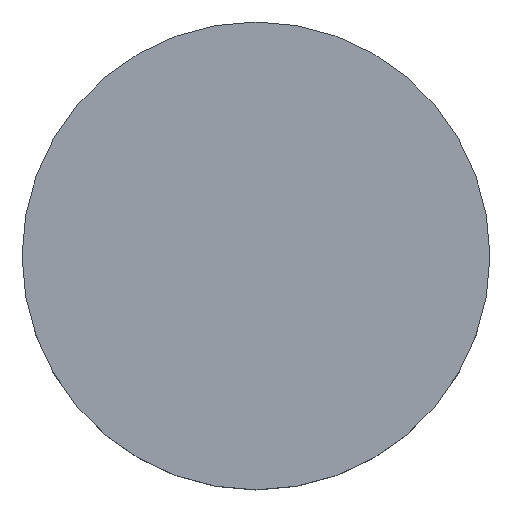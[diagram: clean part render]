
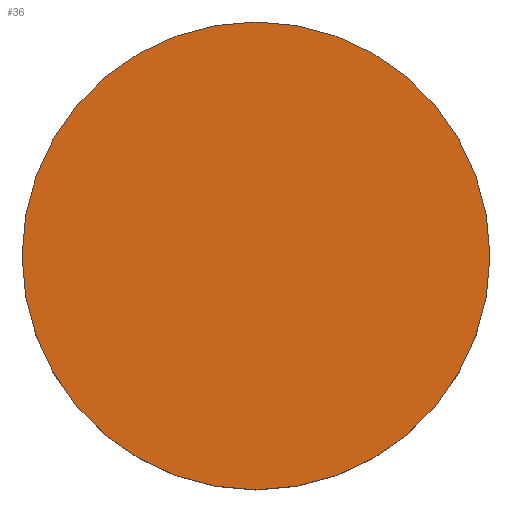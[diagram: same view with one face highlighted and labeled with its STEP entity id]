
A CAD part, top view. The second image highlights one B-rep face of the part: STEP entity #36.
In plain terms, the highlighted planar face has unit normal (0, 0, 1).
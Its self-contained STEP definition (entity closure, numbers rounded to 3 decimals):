
#1 = DIRECTION ( 'NONE',  ( 1., 0., 0. ) ) ;
#2 = DIRECTION ( 'NONE',  ( 0., 0., 1. ) ) ;
#3 = CARTESIAN_POINT ( 'NONE',  ( 0., 0., 2.5 ) ) ;
#4 = AXIS2_PLACEMENT_3D ( 'NONE', #3, #2, #1 ) ;
#5 = CIRCLE ( 'NONE', #4, 6. ) ;
#24 = EDGE_CURVE ( 'NONE', #42, #46, #5, .T. ) ;
#25 = ORIENTED_EDGE ( 'NONE', *, *, #24, .T. ) ;
#27 = ORIENTED_EDGE ( 'NONE', *, *, #41, .T. ) ;
#36 = ADVANCED_FACE ( 'NONE', ( #60 ), #54, .T. ) ;
#37 = EDGE_LOOP ( 'NONE', ( #25, #27 ) ) ;
#41 = EDGE_CURVE ( 'NONE', #46, #42, #98, .T. ) ;
#42 = VERTEX_POINT ( 'NONE', #93 ) ;
#46 = VERTEX_POINT ( 'NONE', #120 ) ;
#53 = CARTESIAN_POINT ( 'NONE',  ( 0., 0., 2.5 ) ) ;
#54 = PLANE ( 'NONE',  #103 ) ;
#60 = FACE_OUTER_BOUND ( 'NONE', #37, .T. ) ;
#93 = CARTESIAN_POINT ( 'NONE',  ( -6., 0., 2.5 ) ) ;
#94 = DIRECTION ( 'NONE',  ( 1., 0., 0. ) ) ;
#95 = DIRECTION ( 'NONE',  ( 0., 0., 1. ) ) ;
#96 = CARTESIAN_POINT ( 'NONE',  ( 0., 0., 2.5 ) ) ;
#97 = AXIS2_PLACEMENT_3D ( 'NONE', #96, #95, #94 ) ;
#98 = CIRCLE ( 'NONE', #97, 6. ) ;
#101 = DIRECTION ( 'NONE',  ( 1., 0., 0. ) ) ;
#102 = DIRECTION ( 'NONE',  ( 0., 0., 1. ) ) ;
#103 = AXIS2_PLACEMENT_3D ( 'NONE', #53, #102, #101 ) ;
#120 = CARTESIAN_POINT ( 'NONE',  ( 6., 0., 2.5 ) ) ;
